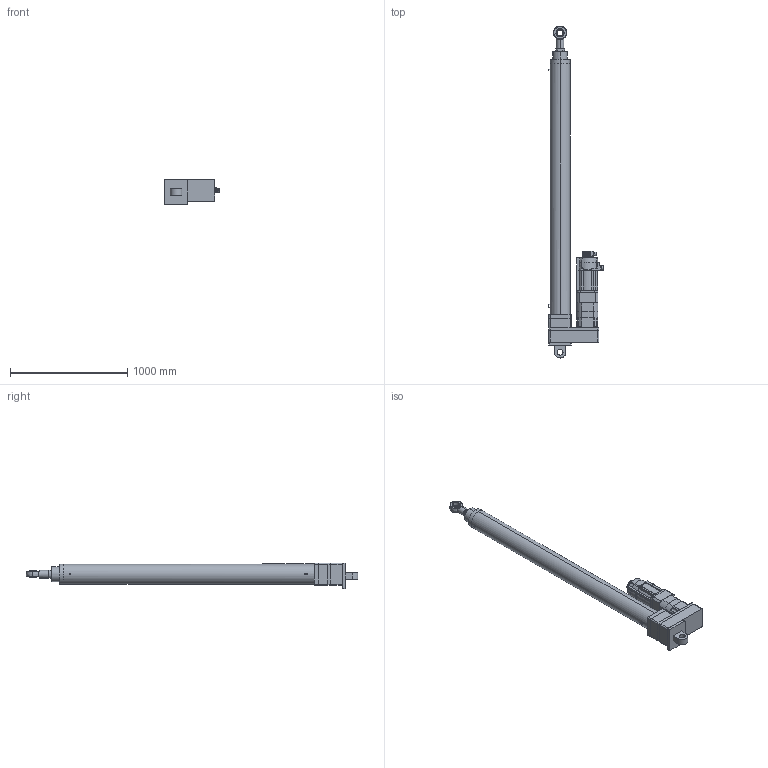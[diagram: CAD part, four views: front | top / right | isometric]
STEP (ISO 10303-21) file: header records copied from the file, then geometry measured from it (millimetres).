
FILE_DESCRIPTION (( 'STEP AP203' ), '1' );
FILE_NAME ('RLA170-20QX-150KN-R1800-25mm-s.STEP', '2025-01-11T06:16:45', ( '微软用户' ), ( '微软中国' ), 'SwSTEP 2.0', 'SolidWorks 2022', '' );
FILE_SCHEMA (( 'CONFIG_CONTROL_DESIGN' ));
Length unit declared in the file: millimetre
Products named in the file (6): 170缸后单销耳; rebn-50; MS1H3-55C15CD-U(A)334Z; RLA170-20QX-150KN-R1800-25mm-s; PGH180两级 42-114.3-200-M12 法兰加厚; 170缸行程1800折叠
Assembly tree (5 placements, depth 2):
  RLA170-20QX-150KN-R1800-25mm-s
    170缸行程1800折叠
    170缸后单销耳
    MS1H3-55C15CD-U(A)334Z
    PGH180两级 42-114.3-200-M12 法兰加厚
    rebn-50
Bounding box: 471 x 2829.5 x 220 mm (x, y, z)
Volume: 37740407.2 mm3; surface area: 3994843.1 mm2
Topology: 9 solids, 37 shells, 1488 faces, 4055 edges, 2495 vertices
Faces by surface type: bspline 1108, cylinder 237, plane 135, cone 6, torus 2
Entity records: 69375 total; most frequent: CARTESIAN_POINT 43364, ORIENTED_EDGE 7392, EDGE_CURVE 3954, VERTEX_POINT 2503, DIRECTION 2086, B_SPLINE_CURVE_WITH_KNOTS 1761, EDGE_LOOP 1669, FACE_OUTER_BOUND 1490
